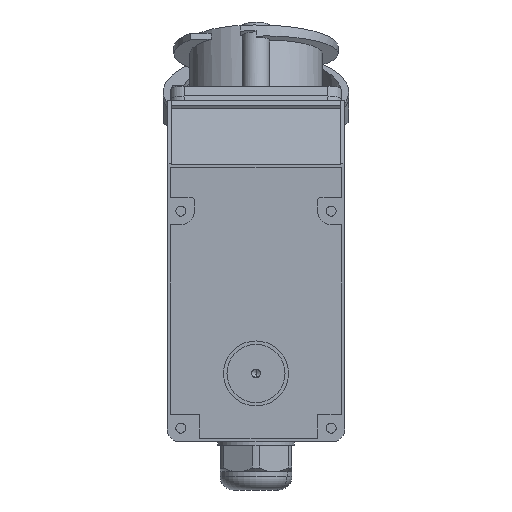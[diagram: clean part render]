
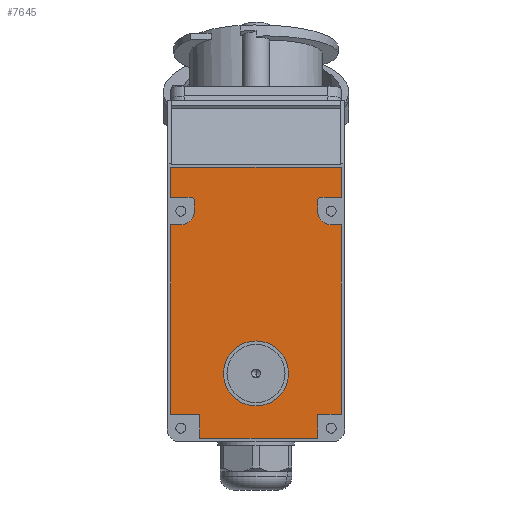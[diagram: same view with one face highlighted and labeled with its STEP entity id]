
A CAD part, front view. The second image highlights one B-rep face of the part: STEP entity #7645.
In plain terms, the highlighted face is planar.
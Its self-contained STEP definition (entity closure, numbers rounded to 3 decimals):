
#2606=DIRECTION('',(0.,1.,0.));
#2607=VECTOR('',#2606,111.);
#2608=CARTESIAN_POINT('',(50.,35.578,-68.));
#2609=LINE('',#2608,#2607);
#2610=DIRECTION('',(-1.,0.,0.));
#2611=VECTOR('',#2610,14.);
#2612=CARTESIAN_POINT('',(50.,146.578,-68.));
#2613=LINE('',#2612,#2611);
#2614=DIRECTION('',(0.,1.,0.));
#2615=VECTOR('',#2614,14.);
#2616=CARTESIAN_POINT('',(36.,146.578,-68.));
#2617=LINE('',#2616,#2615);
#2618=DIRECTION('',(-1.,0.,0.));
#2619=VECTOR('',#2618,69.);
#2620=CARTESIAN_POINT('',(36.,160.578,-68.));
#2621=LINE('',#2620,#2619);
#2622=DIRECTION('',(0.,-1.,0.));
#2623=VECTOR('',#2622,14.);
#2624=CARTESIAN_POINT('',(-33.,160.578,-68.));
#2625=LINE('',#2624,#2623);
#2626=DIRECTION('',(-1.,0.,0.));
#2627=VECTOR('',#2626,17.);
#2628=CARTESIAN_POINT('',(-33.,146.578,-68.));
#2629=LINE('',#2628,#2627);
#2630=DIRECTION('',(0.,-1.,0.));
#2631=VECTOR('',#2630,111.);
#2632=CARTESIAN_POINT('',(-50.,146.578,-68.));
#2633=LINE('',#2632,#2631);
#2634=DIRECTION('',(1.,0.,0.));
#2635=VECTOR('',#2634,6.);
#2636=CARTESIAN_POINT('',(-50.,35.578,-68.));
#2637=LINE('',#2636,#2635);
#2638=CARTESIAN_POINT('',(-44.,27.578,-68.));
#2639=DIRECTION('',(0.,0.,-1.));
#2640=DIRECTION('',(0.,1.,0.));
#2641=AXIS2_PLACEMENT_3D('',#2638,#2639,#2640);
#2643=DIRECTION('',(0.,-1.,0.));
#2644=VECTOR('',#2643,6.);
#2645=CARTESIAN_POINT('',(-36.,27.578,-68.));
#2646=LINE('',#2645,#2644);
#2647=CARTESIAN_POINT('',(-38.,21.578,-68.));
#2648=DIRECTION('',(0.,0.,-1.));
#2649=DIRECTION('',(1.,0.,0.));
#2650=AXIS2_PLACEMENT_3D('',#2647,#2648,#2649);
#2652=DIRECTION('',(-1.,0.,0.));
#2653=VECTOR('',#2652,12.);
#2654=CARTESIAN_POINT('',(-38.,19.578,-68.));
#2655=LINE('',#2654,#2653);
#2656=DIRECTION('',(0.,-1.,0.));
#2657=VECTOR('',#2656,17.578);
#2658=CARTESIAN_POINT('',(-50.,19.578,-68.));
#2659=LINE('',#2658,#2657);
#2660=DIRECTION('',(1.,0.,0.));
#2661=VECTOR('',#2660,100.);
#2662=CARTESIAN_POINT('',(-50.,2.,-68.));
#2663=LINE('',#2662,#2661);
#2664=DIRECTION('',(0.,1.,0.));
#2665=VECTOR('',#2664,17.578);
#2666=CARTESIAN_POINT('',(50.,2.,-68.));
#2667=LINE('',#2666,#2665);
#2668=DIRECTION('',(-1.,0.,0.));
#2669=VECTOR('',#2668,12.);
#2670=CARTESIAN_POINT('',(50.,19.578,-68.));
#2671=LINE('',#2670,#2669);
#2672=CARTESIAN_POINT('',(38.,21.578,-68.));
#2673=DIRECTION('',(0.,0.,-1.));
#2674=DIRECTION('',(0.,-1.,0.));
#2675=AXIS2_PLACEMENT_3D('',#2672,#2673,#2674);
#2677=DIRECTION('',(0.,1.,0.));
#2678=VECTOR('',#2677,6.);
#2679=CARTESIAN_POINT('',(36.,21.578,-68.));
#2680=LINE('',#2679,#2678);
#2681=CARTESIAN_POINT('',(44.,27.578,-68.));
#2682=DIRECTION('',(0.,0.,-1.));
#2683=DIRECTION('',(-1.,0.,0.));
#2684=AXIS2_PLACEMENT_3D('',#2681,#2682,#2683);
#2686=DIRECTION('',(1.,0.,0.));
#2687=VECTOR('',#2686,6.);
#2688=CARTESIAN_POINT('',(44.,35.578,-68.));
#2689=LINE('',#2688,#2687);
#2690=CARTESIAN_POINT('',(0.,122.578,-68.));
#2691=DIRECTION('',(0.,0.,-1.));
#2692=DIRECTION('',(-1.,0.,0.));
#2693=AXIS2_PLACEMENT_3D('',#2690,#2691,#2692);
#2695=CARTESIAN_POINT('',(0.,122.578,-68.));
#2696=DIRECTION('',(0.,0.,-1.));
#2697=DIRECTION('',(1.,0.,0.));
#2698=AXIS2_PLACEMENT_3D('',#2695,#2696,#2697);
#3719=CARTESIAN_POINT('',(-38.,19.578,-68.));
#3720=VERTEX_POINT('',#3719);
#3721=CARTESIAN_POINT('',(-36.,21.578,-68.));
#3722=VERTEX_POINT('',#3721);
#3723=CARTESIAN_POINT('',(-50.,19.578,-68.));
#3724=VERTEX_POINT('',#3723);
#3725=CARTESIAN_POINT('',(50.,35.578,-68.));
#3726=CARTESIAN_POINT('',(50.,146.578,-68.));
#3727=VERTEX_POINT('',#3725);
#3728=VERTEX_POINT('',#3726);
#3729=CARTESIAN_POINT('',(36.,146.578,-68.));
#3730=VERTEX_POINT('',#3729);
#3731=CARTESIAN_POINT('',(36.,160.578,-68.));
#3732=VERTEX_POINT('',#3731);
#3733=CARTESIAN_POINT('',(-33.,160.578,-68.));
#3734=VERTEX_POINT('',#3733);
#3735=CARTESIAN_POINT('',(-33.,146.578,-68.));
#3736=VERTEX_POINT('',#3735);
#3737=CARTESIAN_POINT('',(-50.,146.578,-68.));
#3738=VERTEX_POINT('',#3737);
#3739=CARTESIAN_POINT('',(-50.,35.578,-68.));
#3740=VERTEX_POINT('',#3739);
#3741=CARTESIAN_POINT('',(-44.,35.578,-68.));
#3742=VERTEX_POINT('',#3741);
#3743=CARTESIAN_POINT('',(-36.,27.578,-68.));
#3744=VERTEX_POINT('',#3743);
#3745=CARTESIAN_POINT('',(-50.,2.,-68.));
#3746=VERTEX_POINT('',#3745);
#3747=CARTESIAN_POINT('',(50.,2.,-68.));
#3748=VERTEX_POINT('',#3747);
#3749=CARTESIAN_POINT('',(50.,19.578,-68.));
#3750=VERTEX_POINT('',#3749);
#3751=CARTESIAN_POINT('',(38.,19.578,-68.));
#3752=VERTEX_POINT('',#3751);
#3753=CARTESIAN_POINT('',(36.,21.578,-68.));
#3754=VERTEX_POINT('',#3753);
#3755=CARTESIAN_POINT('',(36.,27.578,-68.));
#3756=VERTEX_POINT('',#3755);
#3757=CARTESIAN_POINT('',(44.,35.578,-68.));
#3758=VERTEX_POINT('',#3757);
#3759=CARTESIAN_POINT('',(-19.,122.578,-68.));
#3760=CARTESIAN_POINT('',(19.,122.578,-68.));
#3761=VERTEX_POINT('',#3759);
#3762=VERTEX_POINT('',#3760);
#7594=CARTESIAN_POINT('',(-52.,0.,-68.));
#7595=DIRECTION('',(0.,0.,-1.));
#7596=DIRECTION('',(-1.,0.,0.));
#7597=AXIS2_PLACEMENT_3D('',#7594,#7595,#7596);
#7598=PLANE('',#7597);
#7600=ORIENTED_EDGE('',*,*,#7599,.T.);
#7602=ORIENTED_EDGE('',*,*,#7601,.T.);
#7604=ORIENTED_EDGE('',*,*,#7603,.T.);
#7606=ORIENTED_EDGE('',*,*,#7605,.T.);
#7608=ORIENTED_EDGE('',*,*,#7607,.T.);
#7610=ORIENTED_EDGE('',*,*,#7609,.T.);
#7612=ORIENTED_EDGE('',*,*,#7611,.T.);
#7614=ORIENTED_EDGE('',*,*,#7613,.T.);
#7616=ORIENTED_EDGE('',*,*,#7615,.T.);
#7618=ORIENTED_EDGE('',*,*,#7617,.T.);
#7619=ORIENTED_EDGE('',*,*,#7572,.T.);
#7620=ORIENTED_EDGE('',*,*,#7585,.T.);
#7622=ORIENTED_EDGE('',*,*,#7621,.T.);
#7624=ORIENTED_EDGE('',*,*,#7623,.T.);
#7626=ORIENTED_EDGE('',*,*,#7625,.T.);
#7628=ORIENTED_EDGE('',*,*,#7627,.T.);
#7630=ORIENTED_EDGE('',*,*,#7629,.T.);
#7632=ORIENTED_EDGE('',*,*,#7631,.T.);
#7634=ORIENTED_EDGE('',*,*,#7633,.T.);
#7636=ORIENTED_EDGE('',*,*,#7635,.T.);
#7637=EDGE_LOOP('',(#7600,#7602,#7604,#7606,#7608,#7610,#7612,#7614,#7616,#7618,
#7619,#7620,#7622,#7624,#7626,#7628,#7630,#7632,#7634,#7636));
#7638=FACE_OUTER_BOUND('',#7637,.F.);
#7640=ORIENTED_EDGE('',*,*,#7639,.T.);
#7642=ORIENTED_EDGE('',*,*,#7641,.T.);
#7643=EDGE_LOOP('',(#7640,#7642));
#7644=FACE_BOUND('',#7643,.F.);
#7645=ADVANCED_FACE('',(#7638,#7644),#7598,.T.);
#2642=CIRCLE('',#2641,8.);
#2651=CIRCLE('',#2650,2.);
#2676=CIRCLE('',#2675,2.);
#2685=CIRCLE('',#2684,8.);
#2694=CIRCLE('',#2693,19.);
#2699=CIRCLE('',#2698,19.);
#7572=EDGE_CURVE('',#3722,#3720,#2651,.T.);
#7585=EDGE_CURVE('',#3720,#3724,#2655,.T.);
#7599=EDGE_CURVE('',#3727,#3728,#2609,.T.);
#7601=EDGE_CURVE('',#3728,#3730,#2613,.T.);
#7603=EDGE_CURVE('',#3730,#3732,#2617,.T.);
#7605=EDGE_CURVE('',#3732,#3734,#2621,.T.);
#7607=EDGE_CURVE('',#3734,#3736,#2625,.T.);
#7609=EDGE_CURVE('',#3736,#3738,#2629,.T.);
#7611=EDGE_CURVE('',#3738,#3740,#2633,.T.);
#7613=EDGE_CURVE('',#3740,#3742,#2637,.T.);
#7615=EDGE_CURVE('',#3742,#3744,#2642,.T.);
#7617=EDGE_CURVE('',#3744,#3722,#2646,.T.);
#7621=EDGE_CURVE('',#3724,#3746,#2659,.T.);
#7623=EDGE_CURVE('',#3746,#3748,#2663,.T.);
#7625=EDGE_CURVE('',#3748,#3750,#2667,.T.);
#7627=EDGE_CURVE('',#3750,#3752,#2671,.T.);
#7629=EDGE_CURVE('',#3752,#3754,#2676,.T.);
#7631=EDGE_CURVE('',#3754,#3756,#2680,.T.);
#7633=EDGE_CURVE('',#3756,#3758,#2685,.T.);
#7635=EDGE_CURVE('',#3758,#3727,#2689,.T.);
#7639=EDGE_CURVE('',#3761,#3762,#2694,.T.);
#7641=EDGE_CURVE('',#3762,#3761,#2699,.T.);
